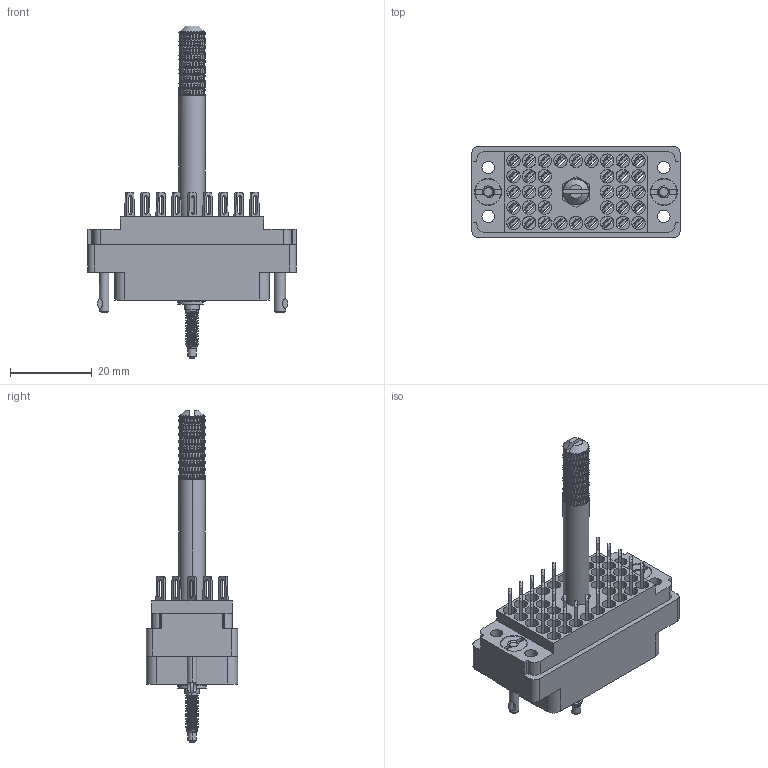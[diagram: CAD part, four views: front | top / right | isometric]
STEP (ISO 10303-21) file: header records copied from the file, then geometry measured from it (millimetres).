
FILE_DESCRIPTION (( 'STEP AP203' ), '1' );
FILE_NAME ('519-036-500-301.STEP', '2020-03-02T21:43:34', ( '' ), ( '' ), 'SwSTEP 2.0', 'SolidWorks 2016', '' );
FILE_SCHEMA (( 'CONFIG_CONTROL_DESIGN' ));
Length unit declared in the file: inch
Products named in the file (11): 516-251-035-100; 516-292-001_500 Contact; 516-250-038-111; 516-252-021-102_038; 516-222-038-102_039; 519 Plug Insulator_036; 519-036-500-301; 516-222-038-102_038; 516-253-138-107; Actuating Screw Assy 038-056; 516-253-035-100
Assembly tree (47 placements, depth 3):
  519-036-500-301
    519 Plug Insulator_036
    516-292-001_500 Contact  x36
    Actuating Screw Assy 038-056
      516-251-035-100
      516-253-035-100  x2
      516-253-138-107
      516-250-038-111
    516-252-021-102_038  x2
    516-222-038-102_038
    516-222-038-102_039
Bounding box: 50.8 x 22.25 x 81.03 mm (x, y, z)
Volume: 12751.7 mm3; surface area: 20692.1 mm2
Topology: 46 solids, 46 shells, 5175 faces, 13893 edges, 8834 vertices
Faces by surface type: plane 2283, cylinder 1576, bspline 1258, cone 54, torus 4
Entity records: 108567 total; most frequent: CARTESIAN_POINT 59525, ORIENTED_EDGE 12182, DIRECTION 7160, EDGE_CURVE 6091, VERTEX_POINT 3656, EDGE_LOOP 2599, FACE_OUTER_BOUND 2478, ADVANCED_FACE 2478
